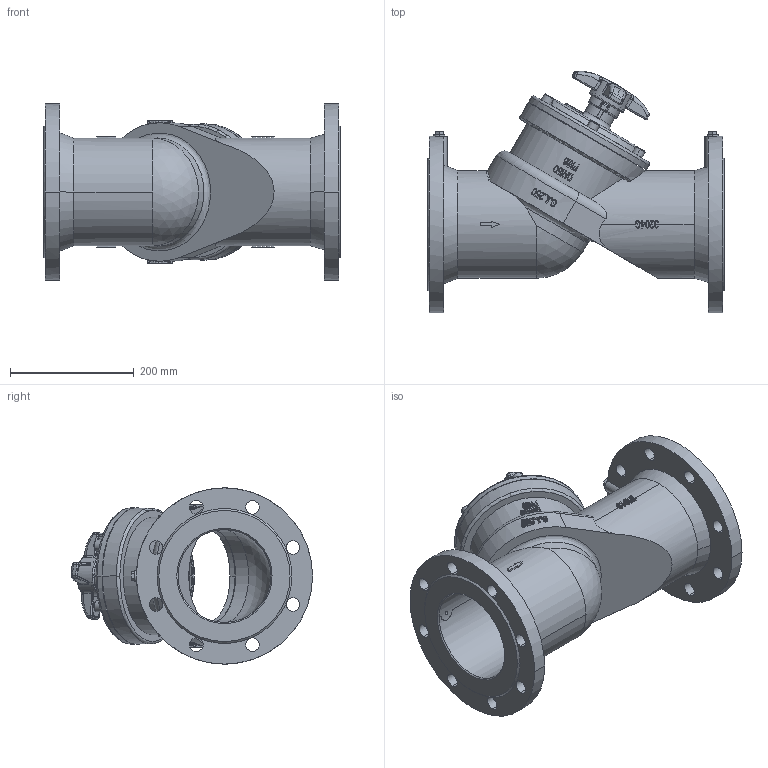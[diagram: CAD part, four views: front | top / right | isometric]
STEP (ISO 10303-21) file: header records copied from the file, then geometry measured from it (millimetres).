
FILE_DESCRIPTION((''),'2;1');
FILE_NAME('003Z1066_ASM','2015-05-12T',('u317927'),('Danfoss'),'PRO/ENGINEER BY PARAMETRIC TECHNOLOGY CORPORATION, 2014000','PRO/ENGINEER BY PARAMETRIC TECHNOLOGY CORPORATION, 2014000','');
FILE_SCHEMA(('CONFIG_CONTROL_DESIGN'));
Products named in the file (20): BODY_2; BONNET_6; A_2; B_2; C_2; PRT0001; PRT0002; MANIFOLD_SOLID_BREP_130295; MANIFOLD_SOLID_BREP_131176; MANIFOLD_SOLID_BREP_132915; MANIFOLD_SOLID_BREP_133726; MANIFOLD_SOLID_BREP_134438; MANIFOLD_SOLID_BREP_135979; MANIFOLD_SOLID_BREP_137450; MANIFOLD_SOLID_BREP_138921; ASM0001_ASM_ASM; ASD_ASM_2_ASM_ASM; ASM0001_ASM_3_ASM_ASM; 003Z1066_ASM_ASM_ASM; 003Z1066_ASM
Assembly tree (26 placements, depth 6):
  003Z1066_ASM
    003Z1066_ASM_ASM_ASM
      ASM0001_ASM_3_ASM_ASM
        BODY_2
        BONNET_6
        A_2  x2
        B_2  x2
        C_2  x6
        ASD_ASM_2_ASM_ASM
          PRT0001
          PRT0002
          ASM0001_ASM_ASM
            MANIFOLD_SOLID_BREP_130295
            MANIFOLD_SOLID_BREP_131176
            MANIFOLD_SOLID_BREP_132915
            MANIFOLD_SOLID_BREP_133726
            MANIFOLD_SOLID_BREP_134438
            MANIFOLD_SOLID_BREP_135979
            MANIFOLD_SOLID_BREP_137450
            MANIFOLD_SOLID_BREP_138921
Bounding box: 480 x 389.92 x 285 mm (x, y, z)
Volume: 6506417.4 mm3; surface area: 1096376.8 mm2
Topology: 22 solids, 39 shells, 3671 faces, 10312 edges, 6811 vertices
Faces by surface type: plane 2943, cylinder 420, bspline 112, torus 107, cone 70, revolution 11, sphere 6, extrusion 2
Entity records: 119341 total; most frequent: CARTESIAN_POINT 31392, ORIENTED_EDGE 19682, DIRECTION 16079, EDGE_CURVE 9862, VECTOR 6638, LINE 6636, VERTEX_POINT 6547, AXIS2_PLACEMENT_3D 4715
